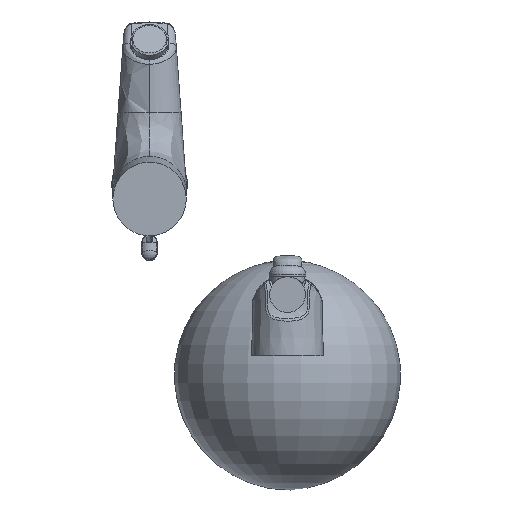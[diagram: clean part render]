
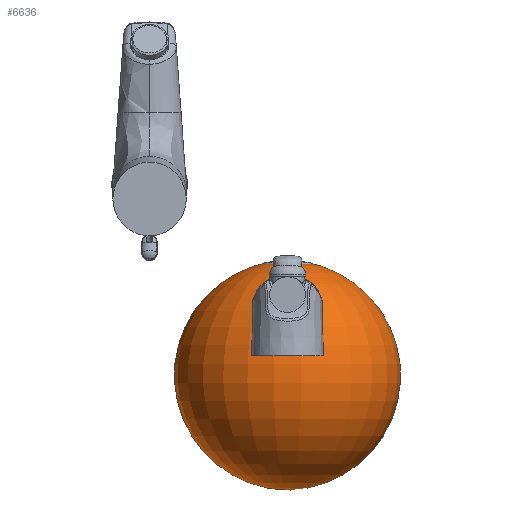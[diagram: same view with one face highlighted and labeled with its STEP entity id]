
A CAD part, front view. The second image highlights one B-rep face of the part: STEP entity #6636.
In plain terms, the highlighted toroidal (fillet/blend) face has major radius 1.046 mm and minor radius 73.572 mm.
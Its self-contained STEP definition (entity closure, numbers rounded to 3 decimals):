
#1512 = CIRCLE ( 'NONE', #21376, 14.326 ) ;
#3450 = CARTESIAN_POINT ( 'NONE',  ( 88.451, 174.241, -113.091 ) ) ;
#3624 = DIRECTION ( 'NONE',  ( 0., 0., 1. ) ) ;
#4036 = DIRECTION ( 'NONE',  ( 0., 0., 1. ) ) ;
#4925 = CARTESIAN_POINT ( 'NONE',  ( 102.777, 174.241, -40.727 ) ) ;
#5213 = EDGE_CURVE ( 'NONE', #22914, #22914, #1512, .T. ) ;
#5583 = DIRECTION ( 'NONE',  ( 1., 0., 0. ) ) ;
#6636 = ADVANCED_FACE ( 'NONE', ( #20702 ), #22942, .T. ) ;
#10510 = AXIS2_PLACEMENT_3D ( 'NONE', #3450, #3624, #5583 ) ;
#11616 = ORIENTED_EDGE ( 'NONE', *, *, #5213, .T. ) ;
#15596 = CARTESIAN_POINT ( 'NONE',  ( 88.451, 174.241, -40.727 ) ) ;
#17432 = DIRECTION ( 'NONE',  ( 1., 0., 0. ) ) ;
#20702 = FACE_OUTER_BOUND ( 'NONE', #21994, .T. ) ;
#21376 = AXIS2_PLACEMENT_3D ( 'NONE', #15596, #4036, #17432 ) ;
#21994 = EDGE_LOOP ( 'NONE', ( #11616 ) ) ;
#22914 = VERTEX_POINT ( 'NONE', #4925 ) ;
#22942 = TOROIDAL_SURFACE ( 'NONE', #10510, 1.046, 73.572 ) ;
